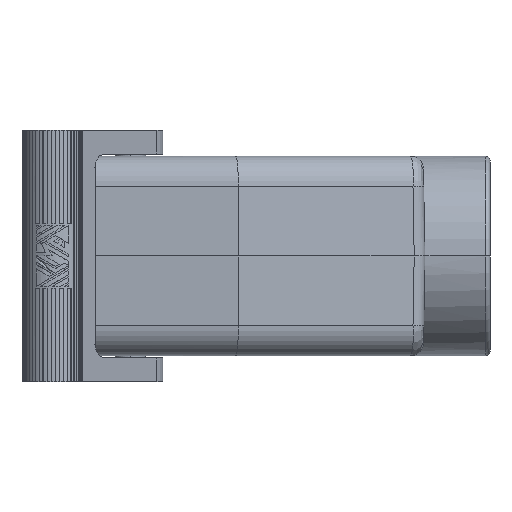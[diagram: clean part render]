
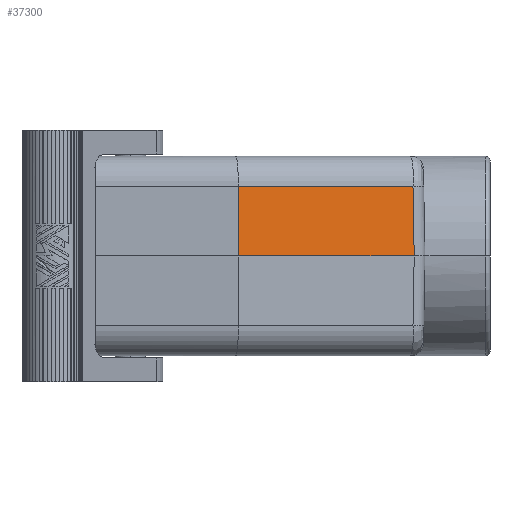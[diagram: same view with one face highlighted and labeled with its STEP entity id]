
A CAD part, left-side view. The second image highlights one B-rep face of the part: STEP entity #37300.
In plain terms, the highlighted face is planar.
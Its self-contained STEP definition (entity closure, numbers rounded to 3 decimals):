
#6950=CARTESIAN_POINT('',(25.108,97.122,
0.));
#6960=VERTEX_POINT('',#6950);
#18610=CARTESIAN_POINT('',(31.972,56.576,
16.122));
#18620=VERTEX_POINT('',#18610);
#36950=CARTESIAN_POINT('',(29.999,68.576,
8.061));
#36960=DIRECTION('',(-0.985,-0.174,
-0.017));
#36970=DIRECTION('',(-0.017,-0.003,
1.));
#36980=AXIS2_PLACEMENT_3D('',#36950,#36960,#36970);
#36990=PLANE('',#36980);
#37000=CARTESIAN_POINT('',(29.86,68.552,
16.122));
#37010=DIRECTION('',(-0.174,0.985,
0.));
#37020=VECTOR('',#37010,1.);
#37030=LINE('',#37000,#37020);
#37040=CARTESIAN_POINT('',(24.872,96.84,
16.122));
#37050=VERTEX_POINT('',#37040);
#37060=EDGE_CURVE('',#18620,#37050,#37030,.T.);
#37070=ORIENTED_EDGE('',*,*,#37060,.F.);
#37080=CARTESIAN_POINT('',(25.108,97.121,
0.052));
#37090=DIRECTION('',(0.015,0.017,
-1.));
#37100=VECTOR('',#37090,1.);
#37110=LINE('',#37080,#37100);
#37120=EDGE_CURVE('',#37050,#6960,#37110,.T.);
#37130=ORIENTED_EDGE('',*,*,#37120,.F.);
#37140=CARTESIAN_POINT('',(32.393,55.81,
0.));
#37150=DIRECTION('',(-0.174,0.985,
0.));
#37160=VECTOR('',#37150,1.);
#37170=LINE('',#37140,#37160);
#37180=CARTESIAN_POINT('',(32.253,56.6,
0.));
#37190=VERTEX_POINT('',#37180);
#37200=EDGE_CURVE('',#37190,#6960,#37170,.T.);
#37210=ORIENTED_EDGE('',*,*,#37200,.T.);
#37220=CARTESIAN_POINT('',(32.253,56.6,0.));
#37230=DIRECTION('',(-0.017,-0.002,
1.));
#37240=VECTOR('',#37230,1.);
#37250=LINE('',#37220,#37240);
#37260=EDGE_CURVE('',#37190,#18620,#37250,.T.);
#37270=ORIENTED_EDGE('',*,*,#37260,.F.);
#37280=EDGE_LOOP('',(#37270,#37210,#37130,#37070));
#37290=FACE_OUTER_BOUND('',#37280,.T.);
#37300=ADVANCED_FACE('',(#37290),#36990,.F.);
